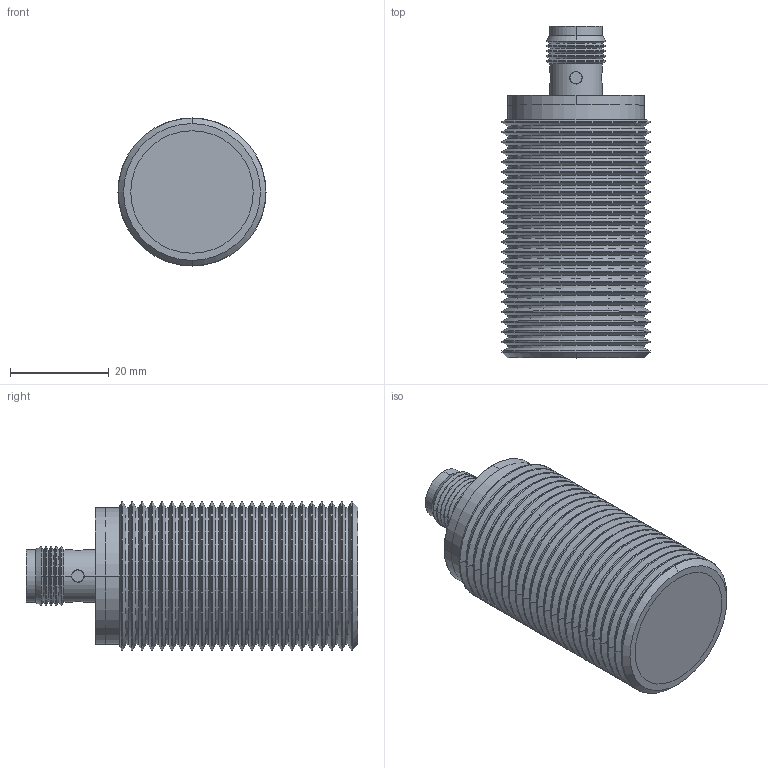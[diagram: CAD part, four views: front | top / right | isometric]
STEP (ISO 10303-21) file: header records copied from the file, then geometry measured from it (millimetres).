
FILE_DESCRIPTION(('STEP AP214'),'1');
FILE_NAME('cctmp_3B914AB1-5766-4B2B-AEE4-E0F5CA3820BF_2022_07_22_10_54_41_0181..stp','2022-07-22T08:54:41',('Pepperl+Fuchs GmbH'),('CADClick - www.CADClick.com'),'Spatial InterOp 3D',' ','unknown authorization');
FILE_SCHEMA(('AUTOMOTIVE_DESIGN'));
Length unit declared in the file: millimetre
Products named in the file (6): cc_unnamed; NXB15-30GM50-E2-V1_4; NXB15-30GM50-E2-V1_3; NXB15-30GM50-E2-V1_2; NXB15-30GM50-E2-V1_1; NXB15-30GM50-E2-V1
Assembly tree (5 placements, depth 2):
  cc_unnamed
    NXB15-30GM50-E2-V1_4
    NXB15-30GM50-E2-V1_3
    NXB15-30GM50-E2-V1_2
    NXB15-30GM50-E2-V1_1
    NXB15-30GM50-E2-V1
Bounding box: 30 x 67.21 x 30 mm (x, y, z)
Volume: 38706 mm3; surface area: 16681.7 mm2
Topology: 8 solids, 8 shells, 330 faces, 706 edges, 389 vertices
Faces by surface type: cylinder 151, cone 138, plane 33, sphere 6, revolution 2
Entity records: 11767 total; most frequent: DIRECTION 1704, CARTESIAN_POINT 1701, ORIENTED_EDGE 1384, AXIS2_PLACEMENT_3D 700, EDGE_CURVE 692, VERTEX_POINT 389, CIRCLE 366, EDGE_LOOP 351
